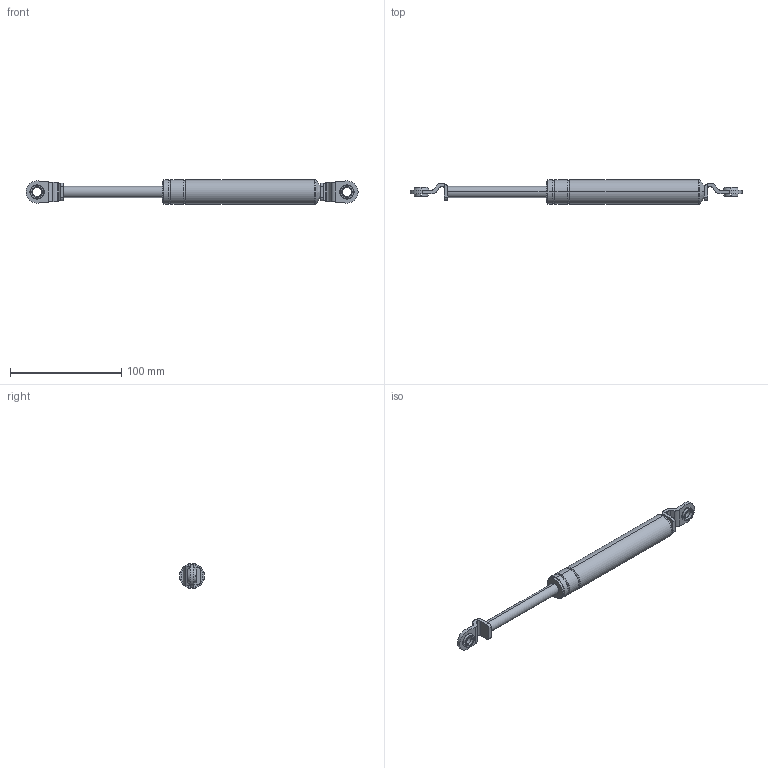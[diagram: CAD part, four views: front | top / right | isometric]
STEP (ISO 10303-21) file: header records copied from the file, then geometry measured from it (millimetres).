
FILE_DESCRIPTION( (''), '2;1');
FILE_NAME ('PC50.20848.TM_367_80_25_20781.stp','2020-10-21T16:46:53',(''),(''),'spGate 16.7.1','','');
FILE_SCHEMA (('AUTOMOTIVE_DESIGN'));
Length unit declared in the file: millimetre
Products named in the file (3): Assembly; TM_367_80_25; TM_367_80_25_div
Assembly tree (2 placements, depth 2):
  Assembly
    TM_367_80_25
    TM_367_80_25_div
Bounding box: 299 x 22.5 x 22.5 mm (x, y, z)
Volume: 65534.1 mm3; surface area: 17957.7 mm2
Topology: 2 solids, 2 shells, 153 faces, 370 edges, 230 vertices
Faces by surface type: plane 79, cylinder 40, bspline 34
Entity records: 7790 total; most frequent: CARTESIAN_POINT 1363, ORIENTED_EDGE 740, DIRECTION 670, COLOUR_RGB 525, PRESENTATION_STYLE_ASSIGNMENT 525, STYLED_ITEM 525, EDGE_CURVE 370, DRAUGHTING_PRE_DEFINED_CURVE_FONT 370
